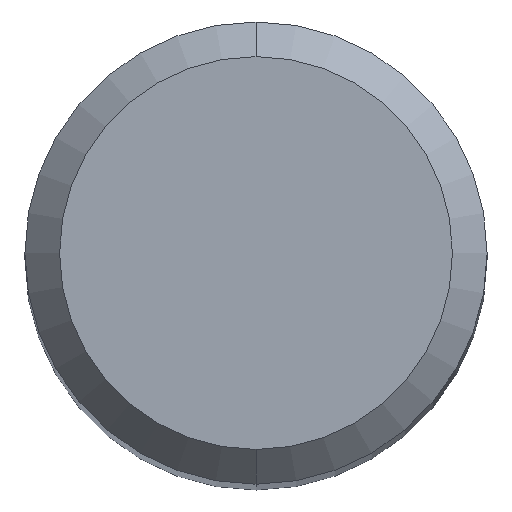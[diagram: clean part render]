
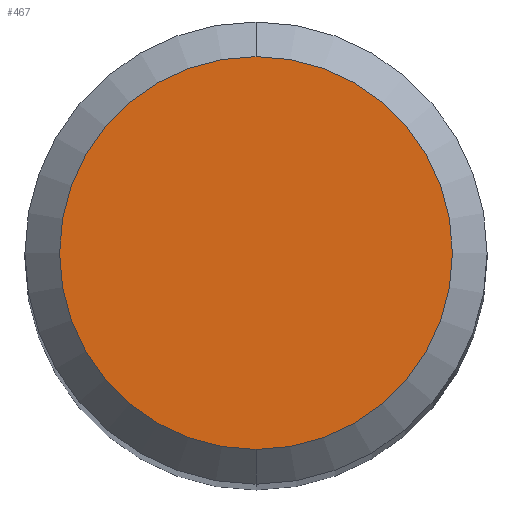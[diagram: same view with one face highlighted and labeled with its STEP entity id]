
A CAD part, top view. The second image highlights one B-rep face of the part: STEP entity #467.
In plain terms, the highlighted planar face has unit normal (0, 0, 1).
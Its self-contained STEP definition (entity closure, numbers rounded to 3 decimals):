
#467=ADVANCED_FACE('',(#1272),#1273,.T.);
#769=VERTEX_POINT('',#1604);
#1137=VERTEX_POINT('',#2000);
#1159=EDGE_CURVE('',#1137,#769,#2025,.T.);
#1205=EDGE_CURVE('',#769,#1137,#2077,.T.);
#1272=FACE_OUTER_BOUND('',#2316,.T.);
#1273=PLANE('',#2317);
#1604=CARTESIAN_POINT('',(0.,-1.7,0.0));
#2000=CARTESIAN_POINT('',(0.0,1.7,0.0));
#2025=CIRCLE('',#5153,1.7);
#2077=CIRCLE('',#5244,1.7);
#2316=EDGE_LOOP('',(#5292,#5293));
#2317=AXIS2_PLACEMENT_3D('',#5294,#5295,#5296);
#5153=AXIS2_PLACEMENT_3D('',#6065,#6066,#6067);
#5244=AXIS2_PLACEMENT_3D('',#6142,#6143,#6144);
#5292=ORIENTED_EDGE('',*,*,#1159,.F.);
#5293=ORIENTED_EDGE('',*,*,#1205,.F.);
#5294=CARTESIAN_POINT('',(0.0,0.85,0.0));
#5295=DIRECTION('',(-0.0,0.0,1.0));
#5296=DIRECTION('',(0.0,-1.0,0.0));
#6065=CARTESIAN_POINT('',(0.0,0.0,0.0));
#6066=DIRECTION('',(0.0,0.0,-1.0));
#6067=DIRECTION('',(0.0,1.0,0.0));
#6142=CARTESIAN_POINT('',(0.0,0.0,0.0));
#6143=DIRECTION('',(0.0,0.0,-1.0));
#6144=DIRECTION('',(0.0,1.0,0.0));
